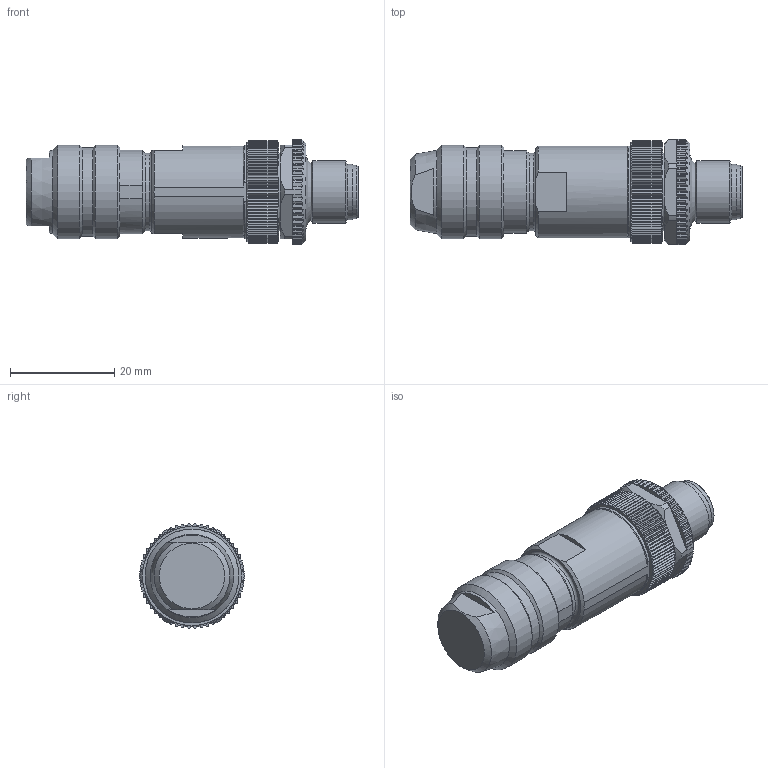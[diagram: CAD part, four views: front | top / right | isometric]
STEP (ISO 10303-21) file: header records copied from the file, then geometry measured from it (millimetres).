
FILE_DESCRIPTION(/* description */ (''),/* implementation_level */ '2;1');
FILE_NAME(/* name */ '99 3729 810 04 001_01.stp',/* time_stamp */ '2014-02-04T16:10:13+01:00',/* author */ (''),/* organization */ (''),/* preprocessor_version */ 'ST-DEVELOPER v14',/* originating_system */ 'SIEMENS PLM Software NX 8.0',/* authorisation */ '');
FILE_SCHEMA (('AUTOMOTIVE_DESIGN { 1 0 10303 214 3 1 1 1 }'));
Length unit declared in the file: millimetre
Products named in the file (1): cerl17F4963Ah68j
Bounding box: 63.7 x 20.2 x 20.16 mm (x, y, z)
Volume: 13554.2 mm3; surface area: 4701.1 mm2
Topology: 1 solids, 1 shells, 827 faces, 2029 edges, 1215 vertices
Faces by surface type: plane 373, cylinder 229, cone 219, sphere 4, torus 2
Full cylindrical faces by diameter (mm): 1 x4, 8.3 x1, 10.3 x1, 10.6 x1, 12 x1, 14.8 x1, 15 x1, 17 x1, 18 x2
Entity records: 25531 total; most frequent: CARTESIAN_POINT 7192, ORIENTED_EDGE 3960, DIRECTION 3609, EDGE_CURVE 1980, AXIS2_PLACEMENT_3D 1421, VERTEX_POINT 1198, EDGE_LOOP 868, ADVANCED_FACE 826
